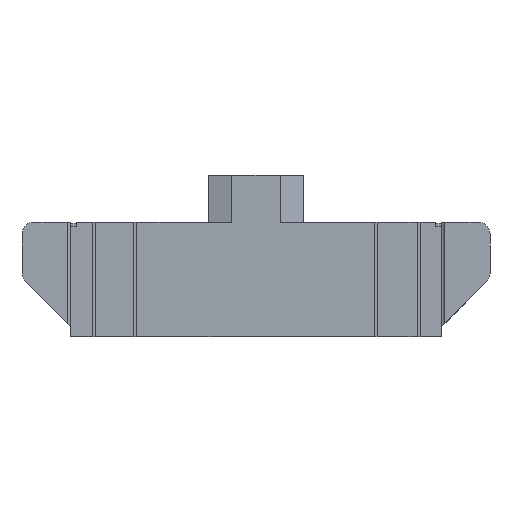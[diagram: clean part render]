
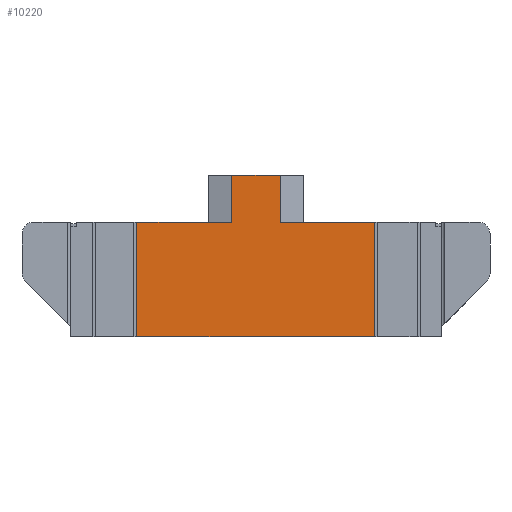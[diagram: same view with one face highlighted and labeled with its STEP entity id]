
A CAD part, front view. The second image highlights one B-rep face of the part: STEP entity #10220.
In plain terms, the highlighted planar face has unit normal (0, -1, 0).
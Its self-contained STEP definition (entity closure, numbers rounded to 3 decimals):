
#44 = PLANE('',#45);
#45 = AXIS2_PLACEMENT_3D('',#46,#47,#48);
#46 = CARTESIAN_POINT('',(-16.,56.,-5.5));
#47 = DIRECTION('',(0.,0.,1.));
#48 = DIRECTION('',(0.,-1.,0.));
#100 = PLANE('',#101);
#101 = AXIS2_PLACEMENT_3D('',#102,#103,#104);
#102 = CARTESIAN_POINT('',(-10.95,39.2,2.3));
#103 = DIRECTION('',(-0.,0.,-1.));
#104 = DIRECTION('',(0.,1.,0.));
#1060 = VERTEX_POINT('',#1061);
#1061 = CARTESIAN_POINT('',(-8.1,-39.9,-5.5));
#1075 = PLANE('',#1076);
#1076 = AXIS2_PLACEMENT_3D('',#1077,#1078,#1079);
#1077 = CARTESIAN_POINT('',(-8.1,-39.1,-7.7));
#1078 = DIRECTION('',(-1.,0.,0.));
#1079 = DIRECTION('',(0.,0.,1.));
#1087 = EDGE_CURVE('',#1060,#1088,#1090,.T.);
#1088 = VERTEX_POINT('',#1089);
#1089 = CARTESIAN_POINT('',(8.05,-39.9,-5.5));
#1090 = SURFACE_CURVE('',#1091,(#1095,#1102),.PCURVE_S1.);
#1091 = LINE('',#1092,#1093);
#1092 = CARTESIAN_POINT('',(12.,-39.9,-5.5));
#1093 = VECTOR('',#1094,1.);
#1094 = DIRECTION('',(1.,0.,0.));
#1095 = PCURVE('',#44,#1096);
#1096 = DEFINITIONAL_REPRESENTATION('',(#1097),#1101);
#1097 = LINE('',#1098,#1099);
#1098 = CARTESIAN_POINT('',(95.9,28.));
#1099 = VECTOR('',#1100,1.);
#1100 = DIRECTION('',(0.,1.));
#1101 = ( GEOMETRIC_REPRESENTATION_CONTEXT(2) 
PARAMETRIC_REPRESENTATION_CONTEXT() REPRESENTATION_CONTEXT('2D SPACE',''
  ) );
#1102 = PCURVE('',#1103,#1108);
#1103 = PLANE('',#1104);
#1104 = AXIS2_PLACEMENT_3D('',#1105,#1106,#1107);
#1105 = CARTESIAN_POINT('',(8.,-39.9,-7.7));
#1106 = DIRECTION('',(0.,1.,0.));
#1107 = DIRECTION('',(0.,0.,1.));
#1108 = DEFINITIONAL_REPRESENTATION('',(#1109),#1113);
#1109 = LINE('',#1110,#1111);
#1110 = CARTESIAN_POINT('',(2.2,4.));
#1111 = VECTOR('',#1112,1.);
#1112 = DIRECTION('',(0.,1.));
#1113 = ( GEOMETRIC_REPRESENTATION_CONTEXT(2) 
PARAMETRIC_REPRESENTATION_CONTEXT() REPRESENTATION_CONTEXT('2D SPACE',''
  ) );
#1131 = PLANE('',#1132);
#1132 = AXIS2_PLACEMENT_3D('',#1133,#1134,#1135);
#1133 = CARTESIAN_POINT('',(8.05,-39.9,-7.7));
#1134 = DIRECTION('',(-1.,0.,0.));
#1135 = DIRECTION('',(0.,0.,1.));
#3219 = VERTEX_POINT('',#3220);
#3220 = CARTESIAN_POINT('',(8.05,-39.9,2.3));
#3241 = EDGE_CURVE('',#3219,#3242,#3244,.T.);
#3242 = VERTEX_POINT('',#3243);
#3243 = CARTESIAN_POINT('',(1.65,-39.9,2.3));
#3244 = SURFACE_CURVE('',#3245,(#3249,#3256),.PCURVE_S1.);
#3245 = LINE('',#3246,#3247);
#3246 = CARTESIAN_POINT('',(12.6,-39.9,2.3));
#3247 = VECTOR('',#3248,1.);
#3248 = DIRECTION('',(-1.,0.,0.));
#3249 = PCURVE('',#100,#3250);
#3250 = DEFINITIONAL_REPRESENTATION('',(#3251),#3255);
#3251 = LINE('',#3252,#3253);
#3252 = CARTESIAN_POINT('',(-79.1,23.55));
#3253 = VECTOR('',#3254,1.);
#3254 = DIRECTION('',(0.,-1.));
#3255 = ( GEOMETRIC_REPRESENTATION_CONTEXT(2) 
PARAMETRIC_REPRESENTATION_CONTEXT() REPRESENTATION_CONTEXT('2D SPACE',''
  ) );
#3256 = PCURVE('',#1103,#3257);
#3257 = DEFINITIONAL_REPRESENTATION('',(#3258),#3262);
#3258 = LINE('',#3259,#3260);
#3259 = CARTESIAN_POINT('',(10.,4.6));
#3260 = VECTOR('',#3261,1.);
#3261 = DIRECTION('',(0.,-1.));
#3262 = ( GEOMETRIC_REPRESENTATION_CONTEXT(2) 
PARAMETRIC_REPRESENTATION_CONTEXT() REPRESENTATION_CONTEXT('2D SPACE',''
  ) );
#3280 = PLANE('',#3281);
#3281 = AXIS2_PLACEMENT_3D('',#3282,#3283,#3284);
#3282 = CARTESIAN_POINT('',(2.45,-39.667,2.3));
#3283 = DIRECTION('',(0.28,-0.96,0.));
#3284 = DIRECTION('',(0.,0.,-1.));
#8851 = PLANE('',#8852);
#8852 = AXIS2_PLACEMENT_3D('',#8853,#8854,#8855);
#8853 = CARTESIAN_POINT('',(-1.65,-40.,5.5));
#8854 = DIRECTION('',(0.,0.,1.));
#8855 = DIRECTION('',(1.,0.,-0.));
#8907 = PLANE('',#8908);
#8908 = AXIS2_PLACEMENT_3D('',#8909,#8910,#8911);
#8909 = CARTESIAN_POINT('',(-10.95,39.2,2.3));
#8910 = DIRECTION('',(-0.,0.,-1.));
#8911 = DIRECTION('',(0.,1.,0.));
#10199 = EDGE_CURVE('',#1088,#3219,#10200,.T.);
#10200 = SURFACE_CURVE('',#10201,(#10205,#10212),.PCURVE_S1.);
#10201 = LINE('',#10202,#10203);
#10202 = CARTESIAN_POINT('',(8.05,-39.9,-7.7));
#10203 = VECTOR('',#10204,1.);
#10204 = DIRECTION('',(0.,0.,1.));
#10205 = PCURVE('',#1131,#10206);
#10206 = DEFINITIONAL_REPRESENTATION('',(#10207),#10211);
#10207 = LINE('',#10208,#10209);
#10208 = CARTESIAN_POINT('',(0.,0.));
#10209 = VECTOR('',#10210,1.);
#10210 = DIRECTION('',(1.,0.));
#10211 = ( GEOMETRIC_REPRESENTATION_CONTEXT(2) 
PARAMETRIC_REPRESENTATION_CONTEXT() REPRESENTATION_CONTEXT('2D SPACE',''
  ) );
#10212 = PCURVE('',#1103,#10213);
#10213 = DEFINITIONAL_REPRESENTATION('',(#10214),#10218);
#10214 = LINE('',#10215,#10216);
#10215 = CARTESIAN_POINT('',(0.,0.05));
#10216 = VECTOR('',#10217,1.);
#10217 = DIRECTION('',(1.,0.));
#10218 = ( GEOMETRIC_REPRESENTATION_CONTEXT(2) 
PARAMETRIC_REPRESENTATION_CONTEXT() REPRESENTATION_CONTEXT('2D SPACE',''
  ) );
#10220 = ADVANCED_FACE('',(#10221),#1103,.F.);
#10221 = FACE_BOUND('',#10222,.F.);
#10222 = EDGE_LOOP('',(#10223,#10224,#10247,#10270,#10298,#10321,#10342,
    #10343));
#10223 = ORIENTED_EDGE('',*,*,#1087,.F.);
#10224 = ORIENTED_EDGE('',*,*,#10225,.T.);
#10225 = EDGE_CURVE('',#1060,#10226,#10228,.T.);
#10226 = VERTEX_POINT('',#10227);
#10227 = CARTESIAN_POINT('',(-8.1,-39.9,2.3));
#10228 = SURFACE_CURVE('',#10229,(#10233,#10240),.PCURVE_S1.);
#10229 = LINE('',#10230,#10231);
#10230 = CARTESIAN_POINT('',(-8.1,-39.9,-1.6));
#10231 = VECTOR('',#10232,1.);
#10232 = DIRECTION('',(0.,-0.,1.));
#10233 = PCURVE('',#1103,#10234);
#10234 = DEFINITIONAL_REPRESENTATION('',(#10235),#10239);
#10235 = LINE('',#10236,#10237);
#10236 = CARTESIAN_POINT('',(6.1,-16.1));
#10237 = VECTOR('',#10238,1.);
#10238 = DIRECTION('',(1.,0.));
#10239 = ( GEOMETRIC_REPRESENTATION_CONTEXT(2) 
PARAMETRIC_REPRESENTATION_CONTEXT() REPRESENTATION_CONTEXT('2D SPACE',''
  ) );
#10240 = PCURVE('',#1075,#10241);
#10241 = DEFINITIONAL_REPRESENTATION('',(#10242),#10246);
#10242 = LINE('',#10243,#10244);
#10243 = CARTESIAN_POINT('',(6.1,-0.8));
#10244 = VECTOR('',#10245,1.);
#10245 = DIRECTION('',(1.,0.));
#10246 = ( GEOMETRIC_REPRESENTATION_CONTEXT(2) 
PARAMETRIC_REPRESENTATION_CONTEXT() REPRESENTATION_CONTEXT('2D SPACE',''
  ) );
#10247 = ORIENTED_EDGE('',*,*,#10248,.F.);
#10248 = EDGE_CURVE('',#10249,#10226,#10251,.T.);
#10249 = VERTEX_POINT('',#10250);
#10250 = CARTESIAN_POINT('',(-1.65,-39.9,2.3));
#10251 = SURFACE_CURVE('',#10252,(#10256,#10263),.PCURVE_S1.);
#10252 = LINE('',#10253,#10254);
#10253 = CARTESIAN_POINT('',(12.6,-39.9,2.3));
#10254 = VECTOR('',#10255,1.);
#10255 = DIRECTION('',(-1.,0.,0.));
#10256 = PCURVE('',#1103,#10257);
#10257 = DEFINITIONAL_REPRESENTATION('',(#10258),#10262);
#10258 = LINE('',#10259,#10260);
#10259 = CARTESIAN_POINT('',(10.,4.6));
#10260 = VECTOR('',#10261,1.);
#10261 = DIRECTION('',(0.,-1.));
#10262 = ( GEOMETRIC_REPRESENTATION_CONTEXT(2) 
PARAMETRIC_REPRESENTATION_CONTEXT() REPRESENTATION_CONTEXT('2D SPACE',''
  ) );
#10263 = PCURVE('',#8907,#10264);
#10264 = DEFINITIONAL_REPRESENTATION('',(#10265),#10269);
#10265 = LINE('',#10266,#10267);
#10266 = CARTESIAN_POINT('',(-79.1,23.55));
#10267 = VECTOR('',#10268,1.);
#10268 = DIRECTION('',(0.,-1.));
#10269 = ( GEOMETRIC_REPRESENTATION_CONTEXT(2) 
PARAMETRIC_REPRESENTATION_CONTEXT() REPRESENTATION_CONTEXT('2D SPACE',''
  ) );
#10270 = ORIENTED_EDGE('',*,*,#10271,.F.);
#10271 = EDGE_CURVE('',#10272,#10249,#10274,.T.);
#10272 = VERTEX_POINT('',#10273);
#10273 = CARTESIAN_POINT('',(-1.65,-39.9,5.5));
#10274 = SURFACE_CURVE('',#10275,(#10279,#10286),.PCURVE_S1.);
#10275 = LINE('',#10276,#10277);
#10276 = CARTESIAN_POINT('',(-1.65,-39.9,2.3));
#10277 = VECTOR('',#10278,1.);
#10278 = DIRECTION('',(0.,0.,-1.));
#10279 = PCURVE('',#1103,#10280);
#10280 = DEFINITIONAL_REPRESENTATION('',(#10281),#10285);
#10281 = LINE('',#10282,#10283);
#10282 = CARTESIAN_POINT('',(10.,-9.65));
#10283 = VECTOR('',#10284,1.);
#10284 = DIRECTION('',(-1.,0.));
#10285 = ( GEOMETRIC_REPRESENTATION_CONTEXT(2) 
PARAMETRIC_REPRESENTATION_CONTEXT() REPRESENTATION_CONTEXT('2D SPACE',''
  ) );
#10286 = PCURVE('',#10287,#10292);
#10287 = PLANE('',#10288);
#10288 = AXIS2_PLACEMENT_3D('',#10289,#10290,#10291);
#10289 = CARTESIAN_POINT('',(-2.45,-39.667,2.3));
#10290 = DIRECTION('',(0.28,0.96,0.));
#10291 = DIRECTION('',(0.,0.,-1.));
#10292 = DEFINITIONAL_REPRESENTATION('',(#10293),#10297);
#10293 = LINE('',#10294,#10295);
#10294 = CARTESIAN_POINT('',(0.,-0.833));
#10295 = VECTOR('',#10296,1.);
#10296 = DIRECTION('',(1.,-0.));
#10297 = ( GEOMETRIC_REPRESENTATION_CONTEXT(2) 
PARAMETRIC_REPRESENTATION_CONTEXT() REPRESENTATION_CONTEXT('2D SPACE',''
  ) );
#10298 = ORIENTED_EDGE('',*,*,#10299,.F.);
#10299 = EDGE_CURVE('',#10300,#10272,#10302,.T.);
#10300 = VERTEX_POINT('',#10301);
#10301 = CARTESIAN_POINT('',(1.65,-39.9,5.5));
#10302 = SURFACE_CURVE('',#10303,(#10307,#10314),.PCURVE_S1.);
#10303 = LINE('',#10304,#10305);
#10304 = CARTESIAN_POINT('',(3.25,-39.9,5.5));
#10305 = VECTOR('',#10306,1.);
#10306 = DIRECTION('',(-1.,0.,0.));
#10307 = PCURVE('',#1103,#10308);
#10308 = DEFINITIONAL_REPRESENTATION('',(#10309),#10313);
#10309 = LINE('',#10310,#10311);
#10310 = CARTESIAN_POINT('',(13.2,-4.75));
#10311 = VECTOR('',#10312,1.);
#10312 = DIRECTION('',(0.,-1.));
#10313 = ( GEOMETRIC_REPRESENTATION_CONTEXT(2) 
PARAMETRIC_REPRESENTATION_CONTEXT() REPRESENTATION_CONTEXT('2D SPACE',''
  ) );
#10314 = PCURVE('',#8851,#10315);
#10315 = DEFINITIONAL_REPRESENTATION('',(#10316),#10320);
#10316 = LINE('',#10317,#10318);
#10317 = CARTESIAN_POINT('',(4.9,0.1));
#10318 = VECTOR('',#10319,1.);
#10319 = DIRECTION('',(-1.,0.));
#10320 = ( GEOMETRIC_REPRESENTATION_CONTEXT(2) 
PARAMETRIC_REPRESENTATION_CONTEXT() REPRESENTATION_CONTEXT('2D SPACE',''
  ) );
#10321 = ORIENTED_EDGE('',*,*,#10322,.F.);
#10322 = EDGE_CURVE('',#3242,#10300,#10323,.T.);
#10323 = SURFACE_CURVE('',#10324,(#10328,#10335),.PCURVE_S1.);
#10324 = LINE('',#10325,#10326);
#10325 = CARTESIAN_POINT('',(1.65,-39.9,3.9));
#10326 = VECTOR('',#10327,1.);
#10327 = DIRECTION('',(-0.,0.,1.));
#10328 = PCURVE('',#1103,#10329);
#10329 = DEFINITIONAL_REPRESENTATION('',(#10330),#10334);
#10330 = LINE('',#10331,#10332);
#10331 = CARTESIAN_POINT('',(11.6,-6.35));
#10332 = VECTOR('',#10333,1.);
#10333 = DIRECTION('',(1.,0.));
#10334 = ( GEOMETRIC_REPRESENTATION_CONTEXT(2) 
PARAMETRIC_REPRESENTATION_CONTEXT() REPRESENTATION_CONTEXT('2D SPACE',''
  ) );
#10335 = PCURVE('',#3280,#10336);
#10336 = DEFINITIONAL_REPRESENTATION('',(#10337),#10341);
#10337 = LINE('',#10338,#10339);
#10338 = CARTESIAN_POINT('',(-1.6,-0.833));
#10339 = VECTOR('',#10340,1.);
#10340 = DIRECTION('',(-1.,0.));
#10341 = ( GEOMETRIC_REPRESENTATION_CONTEXT(2) 
PARAMETRIC_REPRESENTATION_CONTEXT() REPRESENTATION_CONTEXT('2D SPACE',''
  ) );
#10342 = ORIENTED_EDGE('',*,*,#3241,.F.);
#10343 = ORIENTED_EDGE('',*,*,#10199,.F.);
